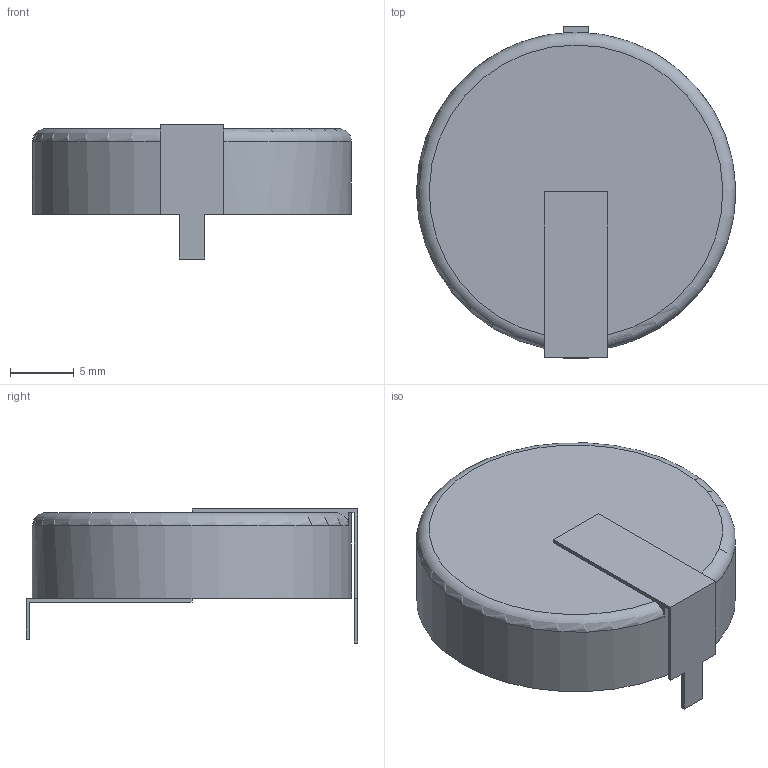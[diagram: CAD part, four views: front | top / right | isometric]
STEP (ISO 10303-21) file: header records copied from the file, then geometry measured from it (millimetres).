
FILE_DESCRIPTION(/* description */ (''),/* implementation_level */ '2;1');
FILE_NAME(/* name */ 'CE5R5505HF-ZJ.step',/* time_stamp */ '2025-12-04T16:48:31-06:00',/* author */ (''),/* organization */ (''),/* preprocessor_version */ 'ST-DEVELOPER v20.1',/* originating_system */ 'Autodesk Translation Framework v14.21.0.0',/* authorisation */ '');
FILE_SCHEMA (('AUTOMOTIVE_DESIGN { 1 0 10303 214 3 1 1 }'));
Length unit declared in the file: millimetre
Products named in the file (1): CE5R5505HF-ZJ
Bounding box: 25 x 26 x 10.5 mm (x, y, z)
Volume: 3314.6 mm3; surface area: 1604.6 mm2
Topology: 1 solids, 1 shells, 24 faces, 64 edges, 42 vertices
Faces by surface type: plane 22, torus 1, cylinder 1
Full cylindrical faces by diameter (mm): 25 x1
Entity records: 795 total; most frequent: CARTESIAN_POINT 149, ORIENTED_EDGE 128, DIRECTION 119, EDGE_CURVE 64, LINE 55, VECTOR 55, VERTEX_POINT 42, AXIS2_PLACEMENT_3D 32
